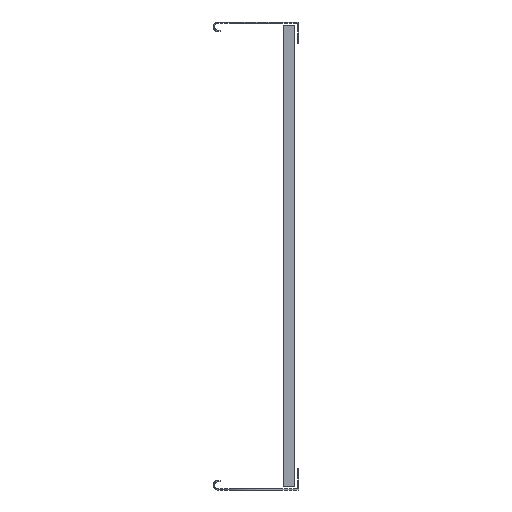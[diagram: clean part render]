
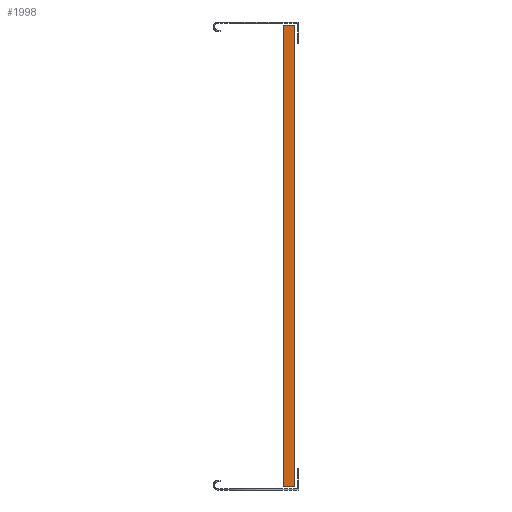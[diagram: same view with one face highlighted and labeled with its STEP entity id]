
A CAD part, left-side view. The second image highlights one B-rep face of the part: STEP entity #1998.
In plain terms, the highlighted planar face has unit normal (-1, 0, 0).
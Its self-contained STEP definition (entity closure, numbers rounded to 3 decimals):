
#48 = DIRECTION ( 'NONE',  ( 0., 0., 1. ) ) ;
#624 = CARTESIAN_POINT ( 'NONE',  ( -15., 15., -296. ) ) ;
#1131 = VERTEX_POINT ( 'NONE', #6495 ) ;
#1443 = CARTESIAN_POINT ( 'NONE',  ( -15., 3., 296. ) ) ;
#1622 = LINE ( 'NONE', #3459, #3799 ) ;
#1731 = LINE ( 'NONE', #5550, #7346 ) ;
#1923 = VERTEX_POINT ( 'NONE', #4888 ) ;
#1998 = ADVANCED_FACE ( 'NONE', ( #3622 ), #6247, .F. ) ;
#2301 = LINE ( 'NONE', #624, #8835 ) ;
#2814 = EDGE_CURVE ( 'NONE', #1923, #1131, #1731, .T. ) ;
#2930 = EDGE_CURVE ( 'NONE', #1131, #7602, #2301, .T. ) ;
#3161 = VECTOR ( 'NONE', #3496, 1000. ) ;
#3431 = DIRECTION ( 'NONE',  ( 0., 0., 1. ) ) ;
#3459 = CARTESIAN_POINT ( 'NONE',  ( -15., 0., -296. ) ) ;
#3496 = DIRECTION ( 'NONE',  ( 0., -1., 0. ) ) ;
#3502 = EDGE_CURVE ( 'NONE', #7602, #4612, #3903, .T. ) ;
#3622 = FACE_OUTER_BOUND ( 'NONE', #3643, .T. ) ;
#3643 = EDGE_LOOP ( 'NONE', ( #4402, #6708, #7124, #3878 ) ) ;
#3799 = VECTOR ( 'NONE', #3431, 1000. ) ;
#3878 = ORIENTED_EDGE ( 'NONE', *, *, #6387, .T. ) ;
#3903 = LINE ( 'NONE', #1443, #3161 ) ;
#4402 = ORIENTED_EDGE ( 'NONE', *, *, #3502, .F. ) ;
#4612 = VERTEX_POINT ( 'NONE', #6947 ) ;
#4888 = CARTESIAN_POINT ( 'NONE',  ( -15., 0., -296. ) ) ;
#5515 = DIRECTION ( 'NONE',  ( 0., 1., 0. ) ) ;
#5550 = CARTESIAN_POINT ( 'NONE',  ( -15., 3., -296. ) ) ;
#6247 = PLANE ( 'NONE',  #8467 ) ;
#6387 = EDGE_CURVE ( 'NONE', #1923, #4612, #1622, .T. ) ;
#6478 = CARTESIAN_POINT ( 'NONE',  ( -15., 3., -296. ) ) ;
#6495 = CARTESIAN_POINT ( 'NONE',  ( -15., 15., -296. ) ) ;
#6510 = DIRECTION ( 'NONE',  ( 1., 0., 0. ) ) ;
#6540 = DIRECTION ( 'NONE',  ( 0., 0., -1. ) ) ;
#6708 = ORIENTED_EDGE ( 'NONE', *, *, #2930, .F. ) ;
#6836 = CARTESIAN_POINT ( 'NONE',  ( -15., 15., 296. ) ) ;
#6947 = CARTESIAN_POINT ( 'NONE',  ( -15., 0., 296. ) ) ;
#7124 = ORIENTED_EDGE ( 'NONE', *, *, #2814, .F. ) ;
#7346 = VECTOR ( 'NONE', #5515, 1000. ) ;
#7602 = VERTEX_POINT ( 'NONE', #6836 ) ;
#8467 = AXIS2_PLACEMENT_3D ( 'NONE', #6478, #6510, #6540 ) ;
#8835 = VECTOR ( 'NONE', #48, 1000. ) ;
